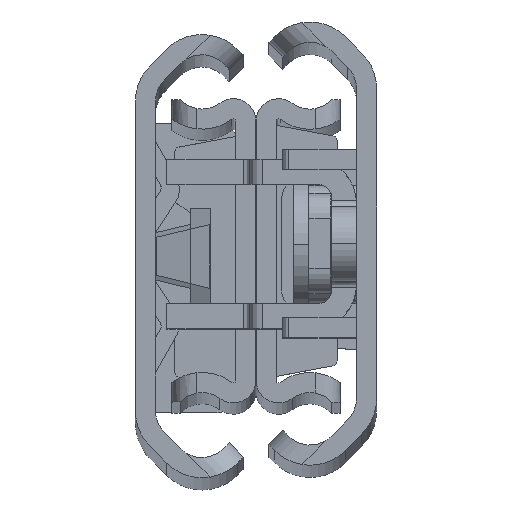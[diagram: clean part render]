
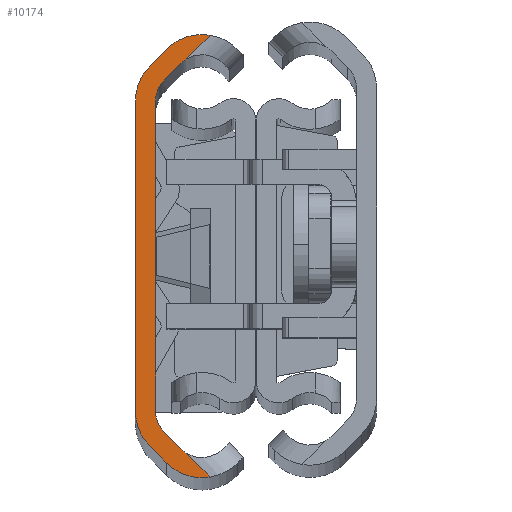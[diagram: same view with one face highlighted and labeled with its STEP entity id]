
A CAD part, top view. The second image highlights one B-rep face of the part: STEP entity #10174.
In plain terms, the highlighted planar face has unit normal (0, 0, 1).
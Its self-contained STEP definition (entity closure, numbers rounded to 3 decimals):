
#302 = ORIENTED_EDGE ( 'NONE', *, *, #3937, .T. ) ;
#328 = EDGE_CURVE ( 'NONE', #7731, #6381, #640, .T. ) ;
#410 = DIRECTION ( 'NONE',  ( 0., 0., -1. ) ) ;
#604 = CARTESIAN_POINT ( 'NONE',  ( 1.6, 0., 0. ) ) ;
#640 = LINE ( 'NONE', #11862, #9670 ) ;
#772 = VECTOR ( 'NONE', #8718, 1000. ) ;
#930 = DIRECTION ( 'NONE',  ( 0., 0., 1. ) ) ;
#1032 = VECTOR ( 'NONE', #4479, 1000. ) ;
#1099 = DIRECTION ( 'NONE',  ( 0.707, 0.707, 0. ) ) ;
#1155 = LINE ( 'NONE', #5217, #7376 ) ;
#1244 = VERTEX_POINT ( 'NONE', #12022 ) ;
#1501 = ORIENTED_EDGE ( 'NONE', *, *, #10540, .T. ) ;
#1540 = CIRCLE ( 'NONE', #9361, 2.38 ) ;
#1595 = CIRCLE ( 'NONE', #6262, 4. ) ;
#1605 = EDGE_CURVE ( 'NONE', #2181, #4389, #5739, .T. ) ;
#1610 = ORIENTED_EDGE ( 'NONE', *, *, #7703, .T. ) ;
#1631 = VERTEX_POINT ( 'NONE', #12688 ) ;
#1787 = ORIENTED_EDGE ( 'NONE', *, *, #8971, .T. ) ;
#1792 = EDGE_CURVE ( 'NONE', #12998, #9742, #9827, .T. ) ;
#1918 = ORIENTED_EDGE ( 'NONE', *, *, #6759, .T. ) ;
#1955 = EDGE_CURVE ( 'NONE', #4389, #2849, #7388, .T. ) ;
#2181 = VERTEX_POINT ( 'NONE', #5849 ) ;
#2194 = EDGE_LOOP ( 'NONE', ( #302, #1610, #8808, #9911, #10133, #11626, #10875, #1501, #5637, #6771, #1787, #5884, #1918, #5584, #4420, #5161 ) ) ;
#2201 = DIRECTION ( 'NONE',  ( 1., 0., 0. ) ) ;
#2210 = DIRECTION ( 'NONE',  ( 0., 0., 1. ) ) ;
#2407 = CARTESIAN_POINT ( 'NONE',  ( 5.3, -13.67, 0. ) ) ;
#2574 = AXIS2_PLACEMENT_3D ( 'NONE', #9310, #9433, #4416 ) ;
#2849 = VERTEX_POINT ( 'NONE', #9642 ) ;
#3068 = CARTESIAN_POINT ( 'NONE',  ( 1.6, 12.342, 0. ) ) ;
#3078 = VERTEX_POINT ( 'NONE', #7264 ) ;
#3518 = EDGE_CURVE ( 'NONE', #12607, #2181, #5539, .T. ) ;
#3722 = CARTESIAN_POINT ( 'NONE',  ( 5.955, -17.596, 0. ) ) ;
#3937 = EDGE_CURVE ( 'NONE', #6381, #7212, #12100, .T. ) ;
#3963 = VECTOR ( 'NONE', #5345, 1000. ) ;
#4069 = EDGE_CURVE ( 'NONE', #9395, #7731, #8082, .T. ) ;
#4278 = DIRECTION ( 'NONE',  ( 1., 0., 0. ) ) ;
#4389 = VERTEX_POINT ( 'NONE', #3068 ) ;
#4416 = DIRECTION ( 'NONE',  ( 1., 0., 0. ) ) ;
#4420 = ORIENTED_EDGE ( 'NONE', *, *, #4069, .T. ) ;
#4479 = DIRECTION ( 'NONE',  ( 0., 1., 0. ) ) ;
#4487 = DIRECTION ( 'NONE',  ( 1., 0., 0. ) ) ;
#4856 = CIRCLE ( 'NONE', #5695, 2.38 ) ;
#4959 = CARTESIAN_POINT ( 'NONE',  ( 4.061, -15.702, 0. ) ) ;
#5103 = CARTESIAN_POINT ( 'NONE',  ( 1.172, -15.17, 0. ) ) ;
#5106 = DIRECTION ( 'NONE',  ( 0., 0., 1. ) ) ;
#5161 = ORIENTED_EDGE ( 'NONE', *, *, #328, .T. ) ;
#5217 = CARTESIAN_POINT ( 'NONE',  ( 2.303, 14.039, 0. ) ) ;
#5263 = CARTESIAN_POINT ( 'NONE',  ( 4., 12.342, 0. ) ) ;
#5330 = DIRECTION ( 'NONE',  ( 0., 0., -1. ) ) ;
#5345 = DIRECTION ( 'NONE',  ( -0.707, 0.707, 0. ) ) ;
#5365 = DIRECTION ( 'NONE',  ( 1., 0., 0. ) ) ;
#5539 = CIRCLE ( 'NONE', #2574, 2.4 ) ;
#5584 = ORIENTED_EDGE ( 'NONE', *, *, #7871, .T. ) ;
#5637 = ORIENTED_EDGE ( 'NONE', *, *, #9596, .T. ) ;
#5695 = AXIS2_PLACEMENT_3D ( 'NONE', #11502, #410, #4487 ) ;
#5724 = EDGE_CURVE ( 'NONE', #9309, #1244, #1540, .T. ) ;
#5739 = LINE ( 'NONE', #604, #1032 ) ;
#5849 = CARTESIAN_POINT ( 'NONE',  ( 1.6, -12.342, 0. ) ) ;
#5863 = VECTOR ( 'NONE', #12056, 1000. ) ;
#5869 = CARTESIAN_POINT ( 'NONE',  ( 5.955, 17.596, 0. ) ) ;
#5884 = ORIENTED_EDGE ( 'NONE', *, *, #11561, .T. ) ;
#5992 = CARTESIAN_POINT ( 'NONE',  ( 4.061, 15.702, 0. ) ) ;
#6262 = AXIS2_PLACEMENT_3D ( 'NONE', #11713, #12627, #12701 ) ;
#6288 = DIRECTION ( 'NONE',  ( 1., 0., 0. ) ) ;
#6334 = LINE ( 'NONE', #9372, #3963 ) ;
#6381 = VERTEX_POINT ( 'NONE', #8532 ) ;
#6388 = AXIS2_PLACEMENT_3D ( 'NONE', #2407, #2210, #4278 ) ;
#6446 = DIRECTION ( 'NONE',  ( 0., 0., 1. ) ) ;
#6759 = EDGE_CURVE ( 'NONE', #3078, #11276, #1595, .T. ) ;
#6771 = ORIENTED_EDGE ( 'NONE', *, *, #1792, .T. ) ;
#6809 = CARTESIAN_POINT ( 'NONE',  ( 0., 0., 0. ) ) ;
#7029 = AXIS2_PLACEMENT_3D ( 'NONE', #7646, #6446, #10744 ) ;
#7049 = CARTESIAN_POINT ( 'NONE',  ( 4., -12.342, 0. ) ) ;
#7209 = CARTESIAN_POINT ( 'NONE',  ( 0., -12.342, 0. ) ) ;
#7212 = VERTEX_POINT ( 'NONE', #3722 ) ;
#7264 = CARTESIAN_POINT ( 'NONE',  ( 1.172, 15.17, 0. ) ) ;
#7376 = VECTOR ( 'NONE', #1099, 1000. ) ;
#7388 = CIRCLE ( 'NONE', #10346, 2.4 ) ;
#7477 = LINE ( 'NONE', #6809, #772 ) ;
#7577 = CARTESIAN_POINT ( 'NONE',  ( 1.172, 15.17, 0. ) ) ;
#7581 = CIRCLE ( 'NONE', #10956, 3.98 ) ;
#7610 = VECTOR ( 'NONE', #8619, 1000. ) ;
#7646 = CARTESIAN_POINT ( 'NONE',  ( 4., -12.342, 0. ) ) ;
#7703 = EDGE_CURVE ( 'NONE', #7212, #9309, #10317, .T. ) ;
#7725 = CARTESIAN_POINT ( 'NONE',  ( 3.617, 15.353, 0. ) ) ;
#7731 = VERTEX_POINT ( 'NONE', #5103 ) ;
#7746 = DIRECTION ( 'NONE',  ( 0.707, -0.707, 0. ) ) ;
#7812 = VECTOR ( 'NONE', #7975, 1000. ) ;
#7871 = EDGE_CURVE ( 'NONE', #11276, #9395, #7477, .T. ) ;
#7975 = DIRECTION ( 'NONE',  ( 0.707, 0.707, 0. ) ) ;
#8012 = CARTESIAN_POINT ( 'NONE',  ( 2.35, -13.991, 0. ) ) ;
#8082 = CIRCLE ( 'NONE', #7029, 4. ) ;
#8203 = EDGE_CURVE ( 'NONE', #1244, #12607, #6334, .T. ) ;
#8210 = CARTESIAN_POINT ( 'NONE',  ( 5.3, 13.67, 0. ) ) ;
#8338 = PLANE ( 'NONE',  #12864 ) ;
#8361 = DIRECTION ( 'NONE',  ( 1., 0., 0. ) ) ;
#8433 = CARTESIAN_POINT ( 'NONE',  ( 2.303, -14.039, 0. ) ) ;
#8532 = CARTESIAN_POINT ( 'NONE',  ( 2.486, -16.484, 0. ) ) ;
#8619 = DIRECTION ( 'NONE',  ( -0.707, -0.707, 0. ) ) ;
#8718 = DIRECTION ( 'NONE',  ( 0., -1., 0. ) ) ;
#8808 = ORIENTED_EDGE ( 'NONE', *, *, #5724, .T. ) ;
#8971 = EDGE_CURVE ( 'NONE', #9742, #1631, #7581, .T. ) ;
#9309 = VERTEX_POINT ( 'NONE', #4959 ) ;
#9310 = CARTESIAN_POINT ( 'NONE',  ( 4., -12.342, 0. ) ) ;
#9361 = AXIS2_PLACEMENT_3D ( 'NONE', #12398, #12465, #2201 ) ;
#9372 = CARTESIAN_POINT ( 'NONE',  ( 2.303, -14.039, 0. ) ) ;
#9395 = VERTEX_POINT ( 'NONE', #7209 ) ;
#9433 = DIRECTION ( 'NONE',  ( 0., 0., -1. ) ) ;
#9596 = EDGE_CURVE ( 'NONE', #12422, #12998, #4856, .T. ) ;
#9642 = CARTESIAN_POINT ( 'NONE',  ( 2.303, 14.039, 0. ) ) ;
#9670 = VECTOR ( 'NONE', #7746, 1000. ) ;
#9742 = VERTEX_POINT ( 'NONE', #5869 ) ;
#9827 = LINE ( 'NONE', #13014, #7812 ) ;
#9911 = ORIENTED_EDGE ( 'NONE', *, *, #8203, .T. ) ;
#10133 = ORIENTED_EDGE ( 'NONE', *, *, #3518, .T. ) ;
#10174 = ADVANCED_FACE ( 'NONE', ( #12077 ), #8338, .T. ) ;
#10317 = LINE ( 'NONE', #8012, #5863 ) ;
#10346 = AXIS2_PLACEMENT_3D ( 'NONE', #5263, #5330, #8361 ) ;
#10540 = EDGE_CURVE ( 'NONE', #2849, #12422, #1155, .T. ) ;
#10744 = DIRECTION ( 'NONE',  ( 1., 0., 0. ) ) ;
#10875 = ORIENTED_EDGE ( 'NONE', *, *, #1955, .T. ) ;
#10956 = AXIS2_PLACEMENT_3D ( 'NONE', #8210, #5106, #6288 ) ;
#11276 = VERTEX_POINT ( 'NONE', #12748 ) ;
#11502 = CARTESIAN_POINT ( 'NONE',  ( 5.3, 13.67, 0. ) ) ;
#11561 = EDGE_CURVE ( 'NONE', #1631, #3078, #12941, .T. ) ;
#11626 = ORIENTED_EDGE ( 'NONE', *, *, #1605, .T. ) ;
#11713 = CARTESIAN_POINT ( 'NONE',  ( 4., 12.342, 0. ) ) ;
#11862 = CARTESIAN_POINT ( 'NONE',  ( 1.172, -15.17, 0. ) ) ;
#12022 = CARTESIAN_POINT ( 'NONE',  ( 3.617, -15.353, 0. ) ) ;
#12056 = DIRECTION ( 'NONE',  ( -0.707, 0.707, 0. ) ) ;
#12077 = FACE_OUTER_BOUND ( 'NONE', #2194, .T. ) ;
#12100 = CIRCLE ( 'NONE', #6388, 3.98 ) ;
#12398 = CARTESIAN_POINT ( 'NONE',  ( 5.3, -13.67, 0. ) ) ;
#12422 = VERTEX_POINT ( 'NONE', #7725 ) ;
#12465 = DIRECTION ( 'NONE',  ( 0., 0., -1. ) ) ;
#12607 = VERTEX_POINT ( 'NONE', #8433 ) ;
#12627 = DIRECTION ( 'NONE',  ( 0., 0., 1. ) ) ;
#12688 = CARTESIAN_POINT ( 'NONE',  ( 2.486, 16.484, 0. ) ) ;
#12701 = DIRECTION ( 'NONE',  ( 1., 0., 0. ) ) ;
#12748 = CARTESIAN_POINT ( 'NONE',  ( 0., 12.342, 0. ) ) ;
#12864 = AXIS2_PLACEMENT_3D ( 'NONE', #7049, #930, #5365 ) ;
#12941 = LINE ( 'NONE', #7577, #7610 ) ;
#12998 = VERTEX_POINT ( 'NONE', #5992 ) ;
#13014 = CARTESIAN_POINT ( 'NONE',  ( -9.991, 1.65, 0. ) ) ;
